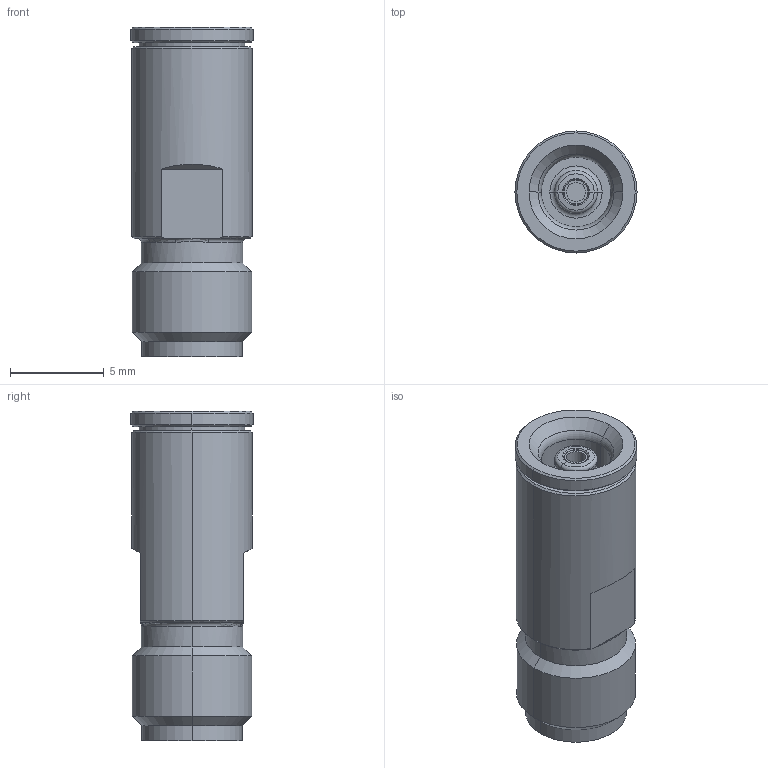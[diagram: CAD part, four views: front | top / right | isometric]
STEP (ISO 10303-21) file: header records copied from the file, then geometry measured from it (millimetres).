
FILE_DESCRIPTION (( 'STEP AP203' ), '1' );
FILE_NAME ('R191.389.400A.STEP', '2015-02-09T14:19:09', ( 'adminradiall' ), ( 'Microsoft' ), 'SwSTEP 2.0', 'SolidWorks 2014', '' );
FILE_SCHEMA (( 'CONFIG_CONTROL_DESIGN' ));
Length unit declared in the file: metre
Products named in the file (1): R191.389.400A
Bounding box: 6.5 x 6.5 x 17.56 mm (x, y, z)
Volume: 471.8 mm3; surface area: 519.2 mm2
Topology: 1 solids, 2 shells, 91 faces, 194 edges, 112 vertices
Faces by surface type: cylinder 32, cone 27, plane 17, torus 11, sphere 2, bspline 2
Entity records: 2580 total; most frequent: CARTESIAN_POINT 486, DIRECTION 479, ORIENTED_EDGE 384, AXIS2_PLACEMENT_3D 205, EDGE_CURVE 192, CIRCLE 115, VERTEX_POINT 112, EDGE_LOOP 100
